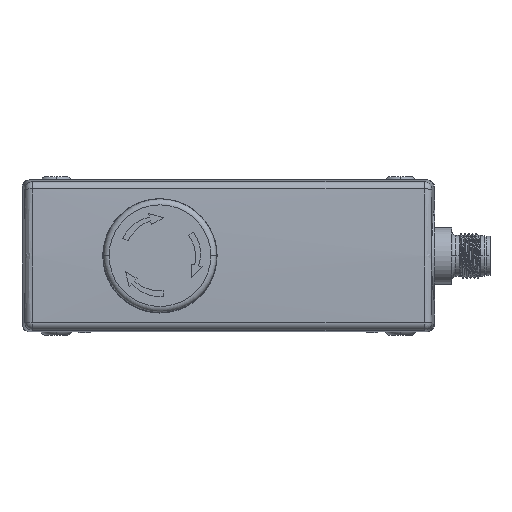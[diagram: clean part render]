
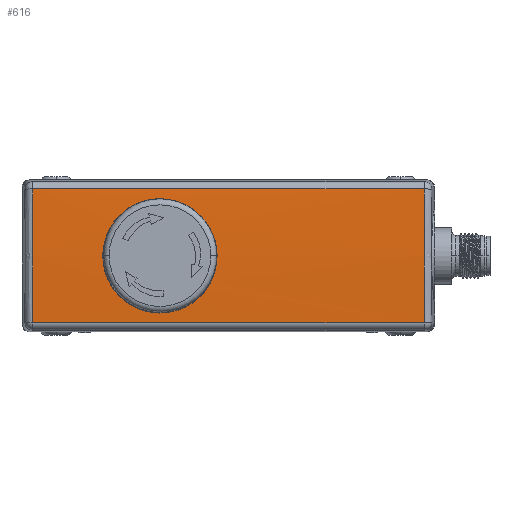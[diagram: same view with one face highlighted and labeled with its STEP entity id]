
A CAD part, top view. The second image highlights one B-rep face of the part: STEP entity #616.
In plain terms, the highlighted cylindrical face has radius 400 mm (diameter 800 mm), a partial arc.
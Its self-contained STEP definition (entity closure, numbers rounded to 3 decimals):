
#109=FACE_BOUND('',#1501,.T.);
#110=FACE_BOUND('',#1502,.T.);
#262=B_SPLINE_CURVE_WITH_KNOTS('',3,(#12879,#12880,#12881,#12882,#12883,
#12884,#12885,#12886),.UNSPECIFIED.,.F.,.F.,(4,1,1,1,1,4),(0.,0.2,0.4,0.6,
0.8,1.),.UNSPECIFIED.);
#263=B_SPLINE_CURVE_WITH_KNOTS('',3,(#12887,#12888,#12889,#12890,#12891,
#12892,#12893,#12894),.UNSPECIFIED.,.F.,.F.,(4,1,1,1,1,4),(0.,0.2,0.4,0.6,
0.8,1.),.UNSPECIFIED.);
#264=B_SPLINE_CURVE_WITH_KNOTS('',3,(#12895,#12896,#12897,#12898,#12899,
#12900,#12901,#12902,#12903,#12904,#12905,#12906,#12907,#12908,#12909,#12910,
#12911,#12912,#12913,#12914,#12915,#12916,#12917,#12918,#12919,#12920,#12921,
#12922,#12923,#12924,#12925,#12926,#12927,#12928,#12929,#12930,#12931,#12932,
#12933,#12934,#12935,#12936,#12937),.UNSPECIFIED.,.F.,.F.,(4,1,1,1,1,1,
1,1,1,1,1,1,1,1,1,1,1,1,1,1,1,1,1,1,1,1,1,1,1,1,1,1,1,1,1,1,1,1,1,1,4),
(0.,0.025,0.05,0.075,0.1,0.125,0.15,0.175,0.2,0.225,0.25,0.275,0.3,0.325,
0.35,0.375,0.4,0.425,0.45,0.475,0.5,0.525,0.55,0.575,0.6,0.625,0.65,0.675,
0.7,0.725,0.75,0.775,0.8,0.825,0.85,0.875,0.9,0.925,0.95,0.975,1.),
 .UNSPECIFIED.);
#265=B_SPLINE_CURVE_WITH_KNOTS('',3,(#12940,#12941,#12942,#12943,#12944,
#12945,#12946,#12947,#12948,#12949,#12950,#12951,#12952,#12953,#12954,#12955,
#12956,#12957,#12958,#12959,#12960,#12961,#12962,#12963,#12964,#12965,#12966,
#12967,#12968,#12969,#12970,#12971,#12972,#12973,#12974,#12975,#12976,#12977,
#12978,#12979,#12980,#12981,#12982),.UNSPECIFIED.,.F.,.F.,(4,1,1,1,1,1,
1,1,1,1,1,1,1,1,1,1,1,1,1,1,1,1,1,1,1,1,1,1,1,1,1,1,1,1,1,1,1,1,1,1,4),
(0.,0.025,0.05,0.075,0.1,0.125,0.15,0.175,0.2,0.225,0.25,0.275,0.3,0.325,
0.35,0.375,0.4,0.425,0.45,0.475,0.5,0.525,0.55,0.575,0.6,0.625,0.65,0.675,
0.7,0.725,0.75,0.775,0.8,0.825,0.85,0.875,0.9,0.925,0.95,0.975,1.),
 .UNSPECIFIED.);
#616=ADVANCED_FACE('',(#109,#110),#992,.T.);
#992=CYLINDRICAL_SURFACE('',#9350,400.);
#1501=EDGE_LOOP('',(#2514,#2515,#2516,#2517));
#1502=EDGE_LOOP('',(#2518,#2519));
#2514=ORIENTED_EDGE('',*,*,#5862,.F.);
#2515=ORIENTED_EDGE('',*,*,#5861,.F.);
#2516=ORIENTED_EDGE('',*,*,#5863,.F.);
#2517=ORIENTED_EDGE('',*,*,#5857,.F.);
#2518=ORIENTED_EDGE('',*,*,#5864,.T.);
#2519=ORIENTED_EDGE('',*,*,#5865,.T.);
#4731=VERTEX_POINT('',#12836);
#4732=VERTEX_POINT('',#12854);
#4733=VERTEX_POINT('',#12856);
#4734=VERTEX_POINT('',#12876);
#4735=VERTEX_POINT('',#12938);
#4736=VERTEX_POINT('',#12939);
#5857=EDGE_CURVE('',#4732,#4733,#7234,.T.);
#5861=EDGE_CURVE('',#4734,#4731,#7235,.T.);
#5862=EDGE_CURVE('',#4731,#4732,#262,.T.);
#5863=EDGE_CURVE('',#4733,#4734,#263,.T.);
#5864=EDGE_CURVE('',#4735,#4736,#264,.T.);
#5865=EDGE_CURVE('',#4736,#4735,#265,.T.);
#7234=LINE('',#12855,#8276);
#7235=LINE('',#12877,#8277);
#8276=VECTOR('',#10297,1.);
#8277=VECTOR('',#10306,1.);
#9350=AXIS2_PLACEMENT_3D('',#12983,#10309,#10310);
#10297=DIRECTION('',(-1.,0.,0.));
#10306=DIRECTION('',(1.,0.,0.));
#10309=DIRECTION('',(1.,0.,0.));
#10310=DIRECTION('',(0.,-1.,0.));
#12836=CARTESIAN_POINT('',(51.522,15.11,14.212));
#12854=CARTESIAN_POINT('',(51.522,-20.11,14.212));
#12855=CARTESIAN_POINT('',(51.522,-20.11,14.212));
#12856=CARTESIAN_POINT('',(-51.522,-20.11,14.212));
#12876=CARTESIAN_POINT('',(-51.522,15.11,14.212));
#12877=CARTESIAN_POINT('',(-51.522,15.11,14.212));
#12879=CARTESIAN_POINT('',(51.522,15.11,14.212));
#12880=CARTESIAN_POINT('',(51.517,12.764,14.316));
#12881=CARTESIAN_POINT('',(51.508,8.069,14.481));
#12882=CARTESIAN_POINT('',(51.502,1.023,14.605));
#12883=CARTESIAN_POINT('',(51.502,-6.023,14.605));
#12884=CARTESIAN_POINT('',(51.508,-13.069,14.481));
#12885=CARTESIAN_POINT('',(51.517,-17.764,14.316));
#12886=CARTESIAN_POINT('',(51.522,-20.11,14.212));
#12887=CARTESIAN_POINT('',(-51.522,-20.11,14.212));
#12888=CARTESIAN_POINT('',(-51.517,-17.764,14.316));
#12889=CARTESIAN_POINT('',(-51.508,-13.069,14.481));
#12890=CARTESIAN_POINT('',(-51.502,-6.023,14.605));
#12891=CARTESIAN_POINT('',(-51.502,1.023,14.605));
#12892=CARTESIAN_POINT('',(-51.508,8.069,14.481));
#12893=CARTESIAN_POINT('',(-51.517,12.764,14.316));
#12894=CARTESIAN_POINT('',(-51.522,15.11,14.212));
#12895=CARTESIAN_POINT('',(-2.95,-2.5,14.6));
#12896=CARTESIAN_POINT('',(-2.95,-2.895,14.6));
#12897=CARTESIAN_POINT('',(-2.981,-3.681,14.599));
#12898=CARTESIAN_POINT('',(-3.12,-4.856,14.594));
#12899=CARTESIAN_POINT('',(-3.351,-6.016,14.585));
#12900=CARTESIAN_POINT('',(-3.672,-7.154,14.573));
#12901=CARTESIAN_POINT('',(-4.081,-8.264,14.559));
#12902=CARTESIAN_POINT('',(-4.576,-9.339,14.542));
#12903=CARTESIAN_POINT('',(-5.154,-10.371,14.523));
#12904=CARTESIAN_POINT('',(-5.811,-11.355,14.502));
#12905=CARTESIAN_POINT('',(-6.544,-12.284,14.481));
#12906=CARTESIAN_POINT('',(-7.347,-13.153,14.458));
#12907=CARTESIAN_POINT('',(-8.216,-13.956,14.436));
#12908=CARTESIAN_POINT('',(-9.145,-14.689,14.414));
#12909=CARTESIAN_POINT('',(-10.129,-15.346,14.394));
#12910=CARTESIAN_POINT('',(-11.161,-15.924,14.375));
#12911=CARTESIAN_POINT('',(-12.236,-16.419,14.358));
#12912=CARTESIAN_POINT('',(-13.346,-16.828,14.343));
#12913=CARTESIAN_POINT('',(-14.484,-17.149,14.332));
#12914=CARTESIAN_POINT('',(-15.644,-17.38,14.323));
#12915=CARTESIAN_POINT('',(-16.818,-17.519,14.318));
#12916=CARTESIAN_POINT('',(-18.,-17.565,14.316));
#12917=CARTESIAN_POINT('',(-19.182,-17.519,14.318));
#12918=CARTESIAN_POINT('',(-20.356,-17.38,14.323));
#12919=CARTESIAN_POINT('',(-21.516,-17.149,14.332));
#12920=CARTESIAN_POINT('',(-22.654,-16.828,14.343));
#12921=CARTESIAN_POINT('',(-23.764,-16.419,14.358));
#12922=CARTESIAN_POINT('',(-24.839,-15.924,14.375));
#12923=CARTESIAN_POINT('',(-25.871,-15.346,14.394));
#12924=CARTESIAN_POINT('',(-26.855,-14.689,14.414));
#12925=CARTESIAN_POINT('',(-27.784,-13.956,14.436));
#12926=CARTESIAN_POINT('',(-28.653,-13.153,14.458));
#12927=CARTESIAN_POINT('',(-29.456,-12.284,14.481));
#12928=CARTESIAN_POINT('',(-30.189,-11.355,14.502));
#12929=CARTESIAN_POINT('',(-30.846,-10.371,14.523));
#12930=CARTESIAN_POINT('',(-31.424,-9.339,14.542));
#12931=CARTESIAN_POINT('',(-31.919,-8.264,14.559));
#12932=CARTESIAN_POINT('',(-32.328,-7.154,14.573));
#12933=CARTESIAN_POINT('',(-32.649,-6.016,14.585));
#12934=CARTESIAN_POINT('',(-32.88,-4.856,14.594));
#12935=CARTESIAN_POINT('',(-33.019,-3.681,14.599));
#12936=CARTESIAN_POINT('',(-33.05,-2.895,14.6));
#12937=CARTESIAN_POINT('',(-33.05,-2.5,14.6));
#12938=CARTESIAN_POINT('',(-2.95,-2.5,14.6));
#12939=CARTESIAN_POINT('',(-33.05,-2.5,14.6));
#12940=CARTESIAN_POINT('',(-33.05,-2.5,14.6));
#12941=CARTESIAN_POINT('',(-33.05,-2.105,14.6));
#12942=CARTESIAN_POINT('',(-33.019,-1.319,14.599));
#12943=CARTESIAN_POINT('',(-32.88,-0.144,14.594));
#12944=CARTESIAN_POINT('',(-32.649,1.016,14.585));
#12945=CARTESIAN_POINT('',(-32.328,2.154,14.573));
#12946=CARTESIAN_POINT('',(-31.919,3.264,14.559));
#12947=CARTESIAN_POINT('',(-31.424,4.339,14.542));
#12948=CARTESIAN_POINT('',(-30.846,5.371,14.523));
#12949=CARTESIAN_POINT('',(-30.189,6.355,14.502));
#12950=CARTESIAN_POINT('',(-29.456,7.284,14.481));
#12951=CARTESIAN_POINT('',(-28.653,8.153,14.458));
#12952=CARTESIAN_POINT('',(-27.784,8.956,14.436));
#12953=CARTESIAN_POINT('',(-26.855,9.689,14.414));
#12954=CARTESIAN_POINT('',(-25.871,10.346,14.394));
#12955=CARTESIAN_POINT('',(-24.839,10.924,14.375));
#12956=CARTESIAN_POINT('',(-23.764,11.419,14.358));
#12957=CARTESIAN_POINT('',(-22.654,11.828,14.343));
#12958=CARTESIAN_POINT('',(-21.516,12.149,14.332));
#12959=CARTESIAN_POINT('',(-20.356,12.38,14.323));
#12960=CARTESIAN_POINT('',(-19.182,12.519,14.318));
#12961=CARTESIAN_POINT('',(-18.,12.565,14.316));
#12962=CARTESIAN_POINT('',(-16.818,12.519,14.318));
#12963=CARTESIAN_POINT('',(-15.644,12.38,14.323));
#12964=CARTESIAN_POINT('',(-14.484,12.149,14.332));
#12965=CARTESIAN_POINT('',(-13.346,11.828,14.343));
#12966=CARTESIAN_POINT('',(-12.236,11.419,14.358));
#12967=CARTESIAN_POINT('',(-11.161,10.924,14.375));
#12968=CARTESIAN_POINT('',(-10.129,10.346,14.394));
#12969=CARTESIAN_POINT('',(-9.145,9.689,14.414));
#12970=CARTESIAN_POINT('',(-8.216,8.956,14.436));
#12971=CARTESIAN_POINT('',(-7.347,8.153,14.458));
#12972=CARTESIAN_POINT('',(-6.544,7.284,14.481));
#12973=CARTESIAN_POINT('',(-5.811,6.355,14.502));
#12974=CARTESIAN_POINT('',(-5.154,5.371,14.523));
#12975=CARTESIAN_POINT('',(-4.576,4.339,14.542));
#12976=CARTESIAN_POINT('',(-4.081,3.264,14.559));
#12977=CARTESIAN_POINT('',(-3.672,2.154,14.573));
#12978=CARTESIAN_POINT('',(-3.351,1.016,14.585));
#12979=CARTESIAN_POINT('',(-3.12,-0.144,14.594));
#12980=CARTESIAN_POINT('',(-2.981,-1.319,14.599));
#12981=CARTESIAN_POINT('',(-2.95,-2.105,14.6));
#12982=CARTESIAN_POINT('',(-2.95,-2.5,14.6));
#12983=CARTESIAN_POINT('',(-64.8,-2.5,-385.4));
